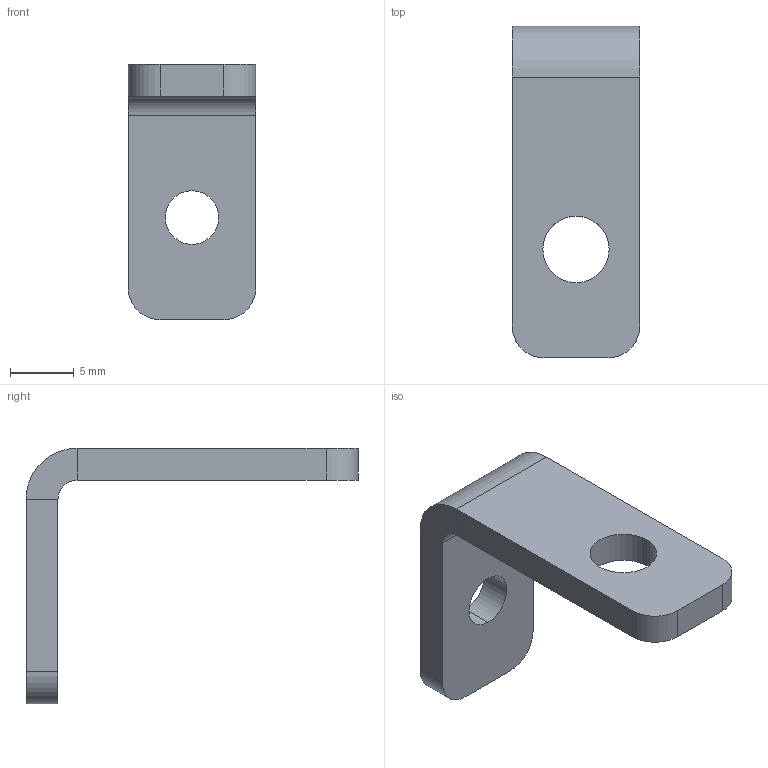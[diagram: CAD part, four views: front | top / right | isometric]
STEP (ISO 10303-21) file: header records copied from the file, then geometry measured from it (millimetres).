
FILE_DESCRIPTION (( 'STEP AP214' ), '1' );
FILE_NAME ('A783 SNSS.20.046 Êðåïëåíèå äëÿ ñòîëà, 20 ñåðèÿ.STEP', '2023-06-29T13:48:17', ( '' ), ( '' ), 'SwSTEP 2.0', 'SolidWorks 2022', '' );
FILE_SCHEMA (( 'AUTOMOTIVE_DESIGN' ));
Length unit declared in the file: millimetre
Products named in the file (1): A783 SNSS.20.046 Крепление для стола, 20 серия
Bounding box: 10 x 26 x 20 mm (x, y, z)
Volume: 956.9 mm3; surface area: 1090.2 mm2
Topology: 1 solids, 1 shells, 22 faces, 52 edges, 32 vertices
Faces by surface type: plane 12, cylinder 10
Entity records: 916 total; most frequent: DIRECTION 118, CARTESIAN_POINT 107, ORIENTED_EDGE 104, EDGE_CURVE 52, AXIS2_PLACEMENT_3D 43, VECTOR 32, VERTEX_POINT 32, LINE 32
